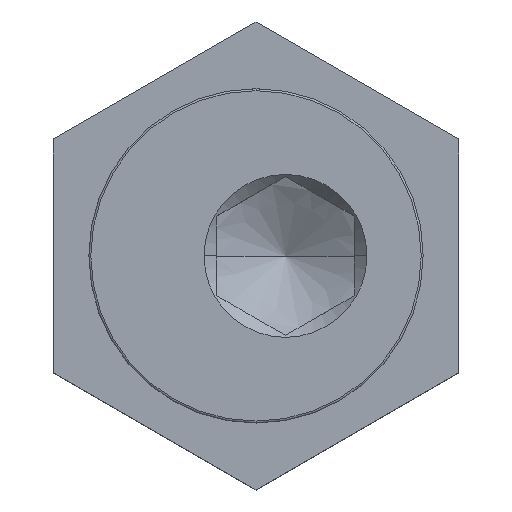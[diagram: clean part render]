
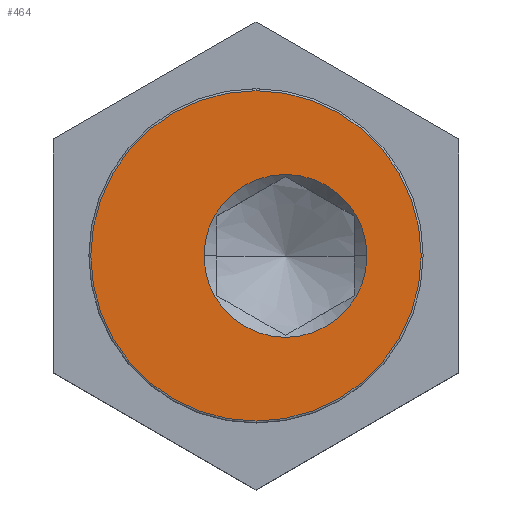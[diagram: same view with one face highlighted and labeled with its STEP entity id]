
A CAD part, top view. The second image highlights one B-rep face of the part: STEP entity #464.
In plain terms, the highlighted planar face has unit normal (0, 0, 1).
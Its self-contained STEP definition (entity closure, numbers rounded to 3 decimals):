
#242=VERTEX_POINT('',#606);
#276=EDGE_CURVE('',#334,#242,#643,.T.);
#316=VERTEX_POINT('',#684);
#334=VERTEX_POINT('',#703);
#356=EDGE_CURVE('',#512,#334,#726,.T.);
#378=EDGE_CURVE('',#242,#512,#749,.T.);
#416=EDGE_CURVE('',#316,#456,#791,.T.);
#456=VERTEX_POINT('',#837);
#460=EDGE_CURVE('',#456,#316,#841,.T.);
#464=ADVANCED_FACE('',(#846,#847),#848,.T.);
#512=VERTEX_POINT('',#902);
#606=CARTESIAN_POINT('',(-1.5,-8.4,6.2));
#643=CIRCLE('',#1117,8.4);
#684=CARTESIAN_POINT('',(-4.143,0.,6.2));
#703=CARTESIAN_POINT('',(6.9,0.,6.2));
#726=CIRCLE('',#1280,8.4);
#749=CIRCLE('',#1323,8.4);
#791=CIRCLE('',#1414,4.143);
#837=CARTESIAN_POINT('',(4.143,0.0,6.2));
#841=CIRCLE('',#1476,4.143);
#846=FACE_BOUND('',#1481,.T.);
#847=FACE_OUTER_BOUND('',#1482,.T.);
#848=PLANE('',#1483);
#902=CARTESIAN_POINT('',(-1.5,8.4,6.2));
#1117=AXIS2_PLACEMENT_3D('',#1670,#1671,#1672);
#1280=AXIS2_PLACEMENT_3D('',#1722,#1723,#1724);
#1323=AXIS2_PLACEMENT_3D('',#1740,#1741,#1742);
#1414=AXIS2_PLACEMENT_3D('',#1784,#1785,#1786);
#1476=AXIS2_PLACEMENT_3D('',#1856,#1857,#1858);
#1481=EDGE_LOOP('',(#1870,#1871));
#1482=EDGE_LOOP('',(#1872,#1873,#1874));
#1483=AXIS2_PLACEMENT_3D('',#1875,#1876,#1877);
#1670=CARTESIAN_POINT('',(-1.5,0.,6.2));
#1671=DIRECTION('',(0.0,0.,-1.0));
#1672=DIRECTION('',(1.0,0.0,0.0));
#1722=CARTESIAN_POINT('',(-1.5,0.,6.2));
#1723=DIRECTION('',(0.0,0.,-1.0));
#1724=DIRECTION('',(1.0,0.0,0.0));
#1740=CARTESIAN_POINT('',(-1.5,0.,6.2));
#1741=DIRECTION('',(0.0,0.,-1.0));
#1742=DIRECTION('',(1.0,0.0,0.0));
#1784=CARTESIAN_POINT('',(0.0,0.,6.2));
#1785=DIRECTION('',(0.0,0.,-1.0));
#1786=DIRECTION('',(1.0,0.0,0.0));
#1856=CARTESIAN_POINT('',(0.0,0.,6.2));
#1857=DIRECTION('',(0.0,0.,-1.0));
#1858=DIRECTION('',(1.0,0.0,0.0));
#1870=ORIENTED_EDGE('',*,*,#460,.T.);
#1871=ORIENTED_EDGE('',*,*,#416,.T.);
#1872=ORIENTED_EDGE('',*,*,#276,.F.);
#1873=ORIENTED_EDGE('',*,*,#356,.F.);
#1874=ORIENTED_EDGE('',*,*,#378,.F.);
#1875=CARTESIAN_POINT('',(2.5,0.,6.2));
#1876=DIRECTION('',(0.0,0.,1.0));
#1877=DIRECTION('',(-1.0,0.0,0.0));
